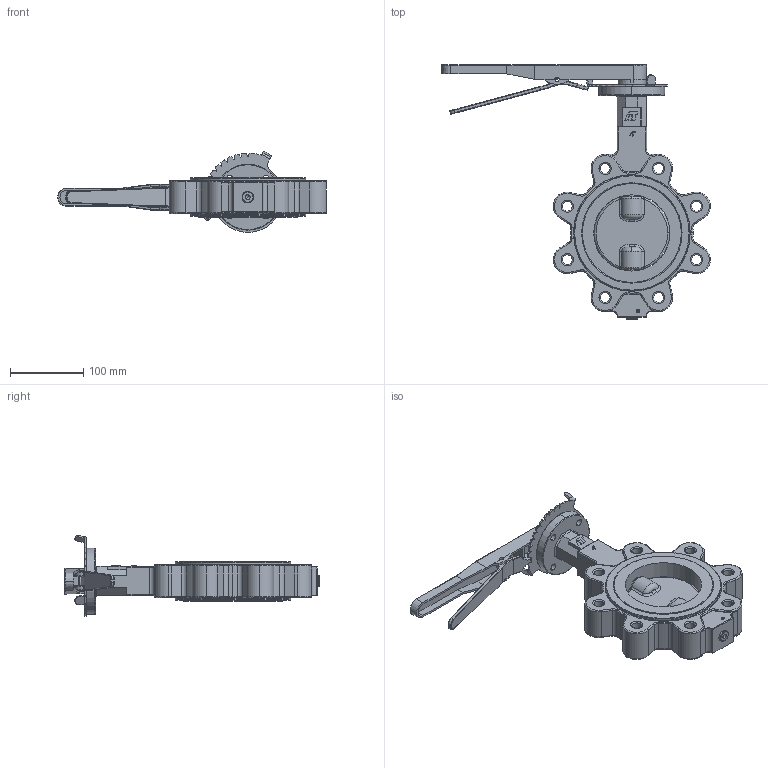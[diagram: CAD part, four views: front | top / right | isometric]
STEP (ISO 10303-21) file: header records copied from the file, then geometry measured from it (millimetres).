
FILE_DESCRIPTION (( 'STEP AP214' ), '1' );
FILE_NAME ('OS-L1-0400-XXX-H.step', '2019-08-12T18:28:33', ( '' ), ( '' ), 'SwSTEP 2.0', 'SolidWorks 2019', '' );
FILE_SCHEMA (( 'AUTOMOTIVE_DESIGN' ));
Length unit declared in the file: inch
Products named in the file (33): spring pin slotted_ai; 25174; 25164; basic internal retaining ring_AI; 25166; 25177; 25178; 25180; 25121; XX-XX-0400 HANDLE FOR SQUARE STEM; 25110; 25179; 25163; 25175; 25176; basic internal retaining ring_AI_B27.1 - NA2-106; OS-L1-0400-XXX-H; spring pin slotted_ai_SPS 0.0625x1; spring pin slotted_ai_SPS 0.1875x1.5
Assembly tree (17 placements, depth 3):
  spring pin slotted_ai
  spring pin slotted_ai
  25174
  25164
  basic internal retaining ring_AI
Bounding box: 366.32 x 347.38 x 110.01 mm (x, y, z)
Volume: 1514819.5 mm3; surface area: 314334.4 mm2
Topology: 16 solids, 16 shells, 1238 faces, 3095 edges, 1919 vertices
Faces by surface type: cylinder 408, plane 398, torus 215, bspline 152, cone 47, sphere 18
Entity records: 47024 total; most frequent: CARTESIAN_POINT 16933, ORIENTED_EDGE 6114, DIRECTION 5991, EDGE_CURVE 3057, AXIS2_PLACEMENT_3D 2287, VERTEX_POINT 1901, LINE 1417, VECTOR 1417
